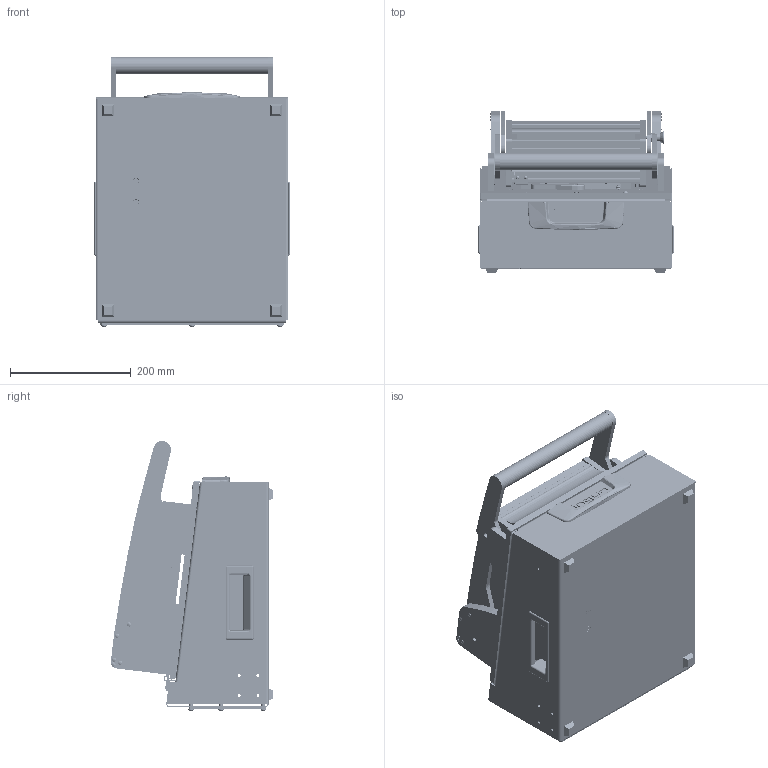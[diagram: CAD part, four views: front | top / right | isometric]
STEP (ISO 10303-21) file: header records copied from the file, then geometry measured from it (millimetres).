
FILE_DESCRIPTION (( 'STEP AP203' ), '1' );
FILE_NAME ('INGUN_34340.STEP', '2023-07-10T13:45:52', ( '' ), ( '' ), 'SwSTEP 2.0', 'SolidWorks 2021', '' );
FILE_SCHEMA (( 'CONFIG_CONTROL_DESIGN' ));
Length unit declared in the file: millimetre
Products named in the file (93): 21332_02~0; 20902~0; ISO7380~n_M03,0x005; DIN912~n_M04,0x016; 36177~2; 30955~0_S; 53735~1_KUNDE<S>; 37189~1_S; 39900~6_KUNDE<S>; DIN6325~n_04,0m6x016; 34328~1_S; 34324~6; DIN6325~n_04,0m6x024; DIN125~n_05,3 M05,0 Fase; 30915~0; 36201~3_S; DIN125~n_06,4 M06,0 Fase; 47523~0_S; 109947~0_KUNDE<S>; DIN7991~n_M05,0x020; 40565~5_S; 40567~5_S; 112064~0_S; 8804~0; DIN6325~n_04,0m6x014; 53031~0_S; DIN125~n_04,3 M04,0; 40571~0_mit Lehre gebohrt<S>; 39891~3_KUNDE<S>; 2497~0; 2528~0; 36176~0_S; 2281~0_180ø<Standard>; 40569~1_S; 32462~0_S; DIN985-A2~n_M05,0; 35334~0_S; 30758_01~0_S; DIN912~n_M04,0x012; DIN7991~n_M03,0x016 VA ...
Assembly tree (189 placements, depth 6):
  INGUN_34340
    114906~0_S
      34324~6
      30758~0_S  x2
        30758_01~0_S
        30758_02~0_S
        38564~0
      20902~0
      21332~0
        21332_02~0
        21332_01~0
      2720~0  x4
      53032~0_S
      32171~0_S
      32462~0_S
      35334~0_S
      DIN7991~n_M05,0x012  x2
      DIN7991~n_M05,0x016
      8804~0
      DIN985-A2~n_M05,0  x3
      DIN125~n_05,3 M05,0 Fase  x2
    39900~6_KUNDE<S>
      109759~1_S
        40515~11
        40518~3_S
        40565~5_S
        40519~6_S
        2281~0_180ø<Standard>  x2
          2281~0
        112064~0_S  x2
        53031~0_S
        35649~1_S
        37189~1_S
        31253~0_S
        30955~0_S
        30915~0
        ASR~asr_拱04,2x07x拌8  x2
        2528~0  x2
        31109~0
        36201~3_S
        114566~0_S  x2
          112087~1_S
            111995~2_S
            112086~2_S
            DIN125~n_05,3 M05,0 Fase
          49317~0
          DIN912~n_M04,0x016
          DIN125~n_04,3 M04,0
          DIN125~n_06,4 M06,0 Fase
        DIN7991~n_M05,0x016  x12
        DIN7991~n_M05,0x020  x6
        DIN125~n_05,3 M05,0 Fase  x4
        DIN985-A2~n_M05,0  x4
        DIN6325~n_04,0m6x024
        DIN6325~n_04,0m6x016  x2
        DIN7991~n_M03,0x016 VA  x2
        DIN912~n_M04,0x012
        DIN6325~n_02,0m6x020
        DIN6325~n_03,0m6x010  x4
        ISO7380~n_M05,0x008  x2
Bounding box: 324.6 x 269.75 x 448.16 mm (x, y, z)
Volume: 3465078.2 mm3; surface area: 1872686.3 mm2
Topology: 197 solids, 197 shells, 5220 faces, 13269 edges, 8457 vertices
Faces by surface type: cylinder 2260, plane 1913, cone 639, bspline 223, sphere 96, torus 89
Entity records: 119054 total; most frequent: CARTESIAN_POINT 27354, DIRECTION 17219, ORIENTED_EDGE 16106, EDGE_CURVE 8053, AXIS2_PLACEMENT_3D 6448, VERTEX_POINT 5188, LINE 4323, VECTOR 4323
